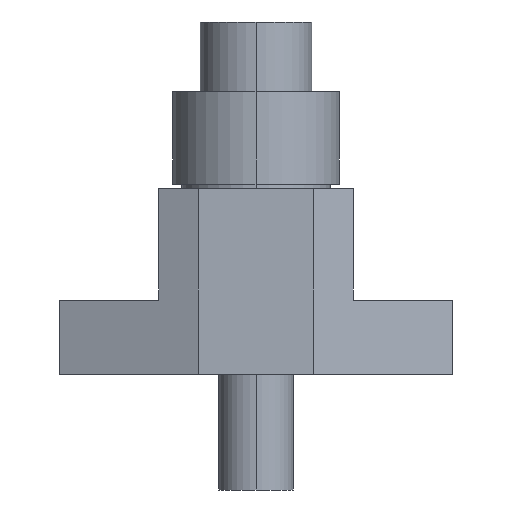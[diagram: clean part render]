
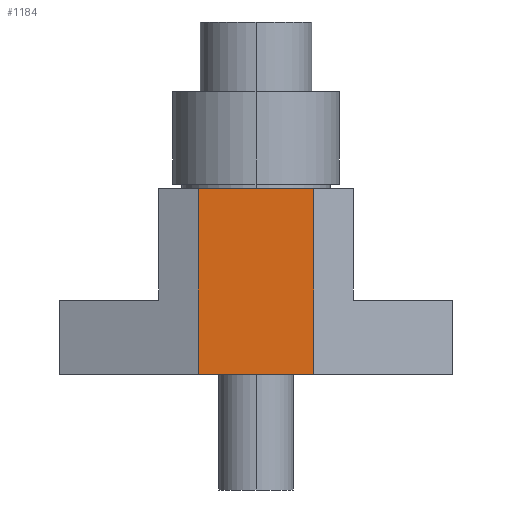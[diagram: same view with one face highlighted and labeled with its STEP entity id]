
A CAD part, left-side view. The second image highlights one B-rep face of the part: STEP entity #1184.
In plain terms, the highlighted face is planar.
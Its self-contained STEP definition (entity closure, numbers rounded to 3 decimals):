
#10 = VECTOR ( 'NONE', #18, 1000. ) ;
#18 = DIRECTION ( 'NONE',  ( -1., 0., 0. ) ) ;
#88 = DIRECTION ( 'NONE',  ( -1., 0., 0. ) ) ;
#125 = CARTESIAN_POINT ( 'NONE',  ( 12.5, 21., 0. ) ) ;
#193 = VECTOR ( 'NONE', #576, 1000. ) ;
#223 = CARTESIAN_POINT ( 'NONE',  ( 12.5, 21., 40. ) ) ;
#275 = VECTOR ( 'NONE', #88, 1000. ) ;
#291 = ORIENTED_EDGE ( 'NONE', *, *, #1191, .T. ) ;
#399 = CARTESIAN_POINT ( 'NONE',  ( 12.5, 21., 16. ) ) ;
#403 = EDGE_LOOP ( 'NONE', ( #291, #708, #861, #1629 ) ) ;
#424 = DIRECTION ( 'NONE',  ( 1., 0., 0. ) ) ;
#430 = CARTESIAN_POINT ( 'NONE',  ( -12.5, 21., 0. ) ) ;
#572 = DIRECTION ( 'NONE',  ( 0., 0., -1. ) ) ;
#576 = DIRECTION ( 'NONE',  ( 0., 0., -1. ) ) ;
#586 = LINE ( 'NONE', #223, #10 ) ;
#708 = ORIENTED_EDGE ( 'NONE', *, *, #866, .F. ) ;
#770 = PLANE ( 'NONE',  #791 ) ;
#791 = AXIS2_PLACEMENT_3D ( 'NONE', #2166, #2003, #424 ) ;
#861 = ORIENTED_EDGE ( 'NONE', *, *, #936, .F. ) ;
#866 = EDGE_CURVE ( 'NONE', #1799, #1809, #1457, .T. ) ;
#936 = EDGE_CURVE ( 'NONE', #1239, #1799, #586, .T. ) ;
#937 = CARTESIAN_POINT ( 'NONE',  ( -12.5, 21., 16. ) ) ;
#1184 = ADVANCED_FACE ( 'NONE', ( #1821 ), #770, .F. ) ;
#1191 = EDGE_CURVE ( 'NONE', #1996, #1809, #1847, .T. ) ;
#1239 = VERTEX_POINT ( 'NONE', #1735 ) ;
#1300 = CARTESIAN_POINT ( 'NONE',  ( -12.5, 21., 40. ) ) ;
#1427 = EDGE_CURVE ( 'NONE', #1239, #1996, #1431, .T. ) ;
#1431 = LINE ( 'NONE', #399, #2257 ) ;
#1457 = LINE ( 'NONE', #937, #193 ) ;
#1629 = ORIENTED_EDGE ( 'NONE', *, *, #1427, .T. ) ;
#1735 = CARTESIAN_POINT ( 'NONE',  ( 12.5, 21., 40. ) ) ;
#1799 = VERTEX_POINT ( 'NONE', #1300 ) ;
#1809 = VERTEX_POINT ( 'NONE', #430 ) ;
#1821 = FACE_OUTER_BOUND ( 'NONE', #403, .T. ) ;
#1847 = LINE ( 'NONE', #2018, #275 ) ;
#1996 = VERTEX_POINT ( 'NONE', #125 ) ;
#2003 = DIRECTION ( 'NONE',  ( 0., -1., 0. ) ) ;
#2018 = CARTESIAN_POINT ( 'NONE',  ( 12.5, 21., 0. ) ) ;
#2166 = CARTESIAN_POINT ( 'NONE',  ( 12.5, 21., 16. ) ) ;
#2257 = VECTOR ( 'NONE', #572, 1000. ) ;
